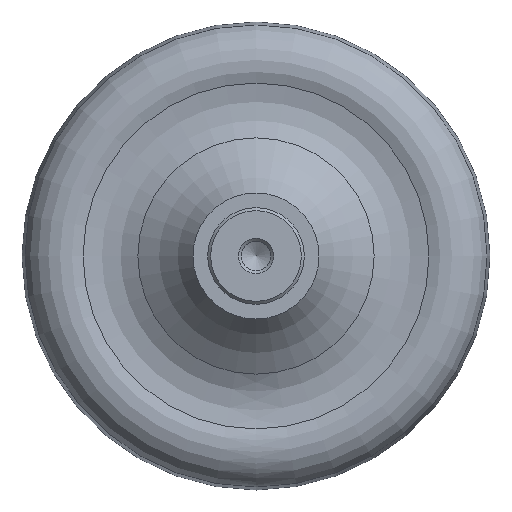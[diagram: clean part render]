
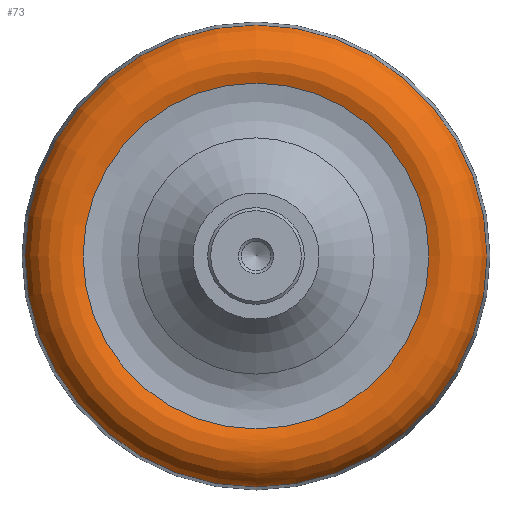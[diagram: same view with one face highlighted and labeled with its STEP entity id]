
A CAD part, left-side view. The second image highlights one B-rep face of the part: STEP entity #73.
In plain terms, the highlighted toroidal (fillet/blend) face has major radius 65.5 mm and minor radius 14 mm.
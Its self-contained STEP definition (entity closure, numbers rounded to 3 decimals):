
#73 = ADVANCED_FACE( '', ( #156, #157 ), #158, .T. );
#156 = FACE_OUTER_BOUND( '', #265, .T. );
#157 = FACE_OUTER_BOUND( '', #266, .T. );
#158 = TOROIDAL_SURFACE( '', #267, 65.5, 14. );
#265 = EDGE_LOOP( '', ( #363 ) );
#266 = EDGE_LOOP( '', ( #364 ) );
#267 = AXIS2_PLACEMENT_3D( '', #365, #366, #367 );
#363 = ORIENTED_EDGE( '', *, *, #385, .T. );
#364 = ORIENTED_EDGE( '', *, *, #370, .F. );
#365 = CARTESIAN_POINT( '', ( 40.5, 0., 0. ) );
#366 = DIRECTION( '', ( 1., 0., 0. ) );
#367 = DIRECTION( '', ( 0., 0., -1. ) );
#370 = EDGE_CURVE( '', #404, #404, #405, .T. );
#385 = EDGE_CURVE( '', #427, #427, #428, .T. );
#404 = VERTEX_POINT( '', #453 );
#405 = CIRCLE( '', #454, 78.872 );
#427 = VERTEX_POINT( '', #476 );
#428 = CIRCLE( '', #477, 59.043 );
#453 = CARTESIAN_POINT( '', ( 36.353, 0., -78.872 ) );
#454 = AXIS2_PLACEMENT_3D( '', #501, #502, #503 );
#476 = CARTESIAN_POINT( '', ( 28.078, 0., -59.043 ) );
#477 = AXIS2_PLACEMENT_3D( '', #528, #529, #530 );
#501 = CARTESIAN_POINT( '', ( 36.353, 0., 0. ) );
#502 = DIRECTION( '', ( 1., 0., 0. ) );
#503 = DIRECTION( '', ( 0., 0., -1. ) );
#528 = CARTESIAN_POINT( '', ( 28.078, 0., 0. ) );
#529 = DIRECTION( '', ( 1., 0., 0. ) );
#530 = DIRECTION( '', ( 0., 0., -1. ) );
